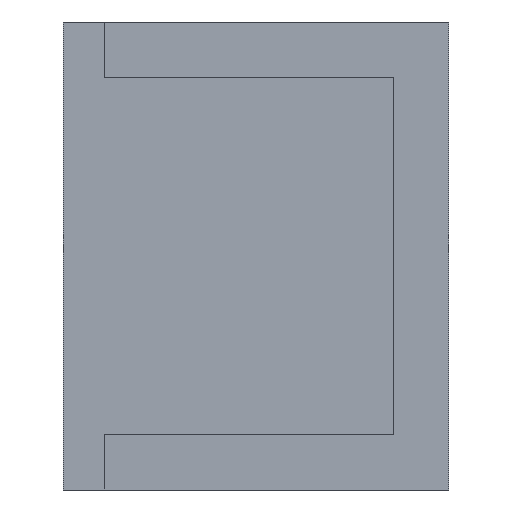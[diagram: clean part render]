
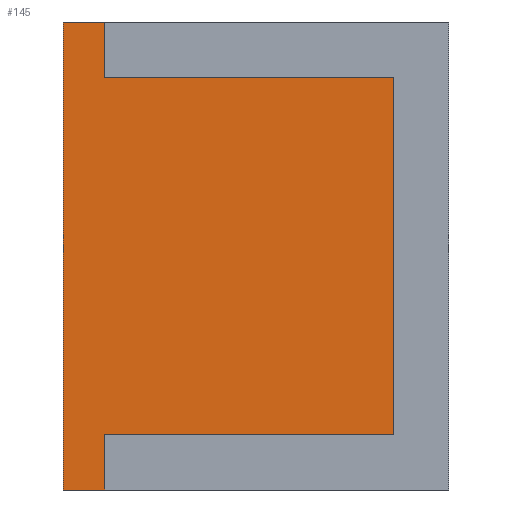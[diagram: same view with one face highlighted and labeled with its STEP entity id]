
A CAD part, front view. The second image highlights one B-rep face of the part: STEP entity #145.
In plain terms, the highlighted planar face has unit normal (0, -1, 0).
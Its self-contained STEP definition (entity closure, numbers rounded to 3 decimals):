
#13 = ORIENTED_EDGE ( 'NONE', *, *, #1346, .F. ) ;
#33 = EDGE_LOOP ( 'NONE', ( #844, #13, #1141, #420, #491, #190, #667, #852, #1001, #897, #1316, #591 ) ) ;
#55 = VERTEX_POINT ( 'NONE', #201 ) ;
#60 = CARTESIAN_POINT ( 'NONE',  ( 1.5, 1.644, 17. ) ) ;
#116 = VECTOR ( 'NONE', #390, 1000. ) ;
#129 = VERTEX_POINT ( 'NONE', #1280 ) ;
#145 = ADVANCED_FACE ( 'NONE', ( #174 ), #1085, .F. ) ;
#174 = FACE_OUTER_BOUND ( 'NONE', #33, .T. ) ;
#190 = ORIENTED_EDGE ( 'NONE', *, *, #824, .T. ) ;
#201 = CARTESIAN_POINT ( 'NONE',  ( 1.5, 1.644, 2. ) ) ;
#204 = VECTOR ( 'NONE', #1314, 1000. ) ;
#207 = DIRECTION ( 'NONE',  ( 0., 1., 0. ) ) ;
#215 = CARTESIAN_POINT ( 'NONE',  ( 1.5, 1.644, 15. ) ) ;
#222 = DIRECTION ( 'NONE',  ( -1., 0., 0. ) ) ;
#245 = CARTESIAN_POINT ( 'NONE',  ( 12., 1.644, 15. ) ) ;
#250 = EDGE_CURVE ( 'NONE', #55, #129, #280, .T. ) ;
#257 = CARTESIAN_POINT ( 'NONE',  ( 13., 1.644, 16.3 ) ) ;
#260 = EDGE_CURVE ( 'NONE', #129, #1297, #405, .T. ) ;
#276 = AXIS2_PLACEMENT_3D ( 'NONE', #525, #207, #661 ) ;
#280 = LINE ( 'NONE', #950, #116 ) ;
#306 = CARTESIAN_POINT ( 'NONE',  ( 1.5, 1.644, 17. ) ) ;
#309 = EDGE_CURVE ( 'NONE', #370, #707, #992, .T. ) ;
#348 = LINE ( 'NONE', #584, #1291 ) ;
#356 = CARTESIAN_POINT ( 'NONE',  ( 13., 1.644, 0.7 ) ) ;
#370 = VERTEX_POINT ( 'NONE', #776 ) ;
#386 = DIRECTION ( 'NONE',  ( 0., 0., -1. ) ) ;
#390 = DIRECTION ( 'NONE',  ( 1., 0., 0. ) ) ;
#394 = LINE ( 'NONE', #1391, #1112 ) ;
#405 = LINE ( 'NONE', #831, #567 ) ;
#420 = ORIENTED_EDGE ( 'NONE', *, *, #309, .F. ) ;
#443 = DIRECTION ( 'NONE',  ( -1., 0., 0. ) ) ;
#491 = ORIENTED_EDGE ( 'NONE', *, *, #631, .T. ) ;
#502 = LINE ( 'NONE', #60, #1289 ) ;
#525 = CARTESIAN_POINT ( 'NONE',  ( 0., 1.644, 17. ) ) ;
#567 = VECTOR ( 'NONE', #847, 1000. ) ;
#584 = CARTESIAN_POINT ( 'NONE',  ( 0., 1.644, 17. ) ) ;
#585 = VECTOR ( 'NONE', #222, 1000. ) ;
#590 = VERTEX_POINT ( 'NONE', #929 ) ;
#591 = ORIENTED_EDGE ( 'NONE', *, *, #875, .T. ) ;
#603 = CARTESIAN_POINT ( 'NONE',  ( 1.5, 1.644, 16.3 ) ) ;
#625 = DIRECTION ( 'NONE',  ( -1., 0., 0. ) ) ;
#631 = EDGE_CURVE ( 'NONE', #370, #590, #348, .T. ) ;
#632 = VECTOR ( 'NONE', #443, 1000. ) ;
#661 = DIRECTION ( 'NONE',  ( 0., 0., 1. ) ) ;
#667 = ORIENTED_EDGE ( 'NONE', *, *, #1040, .F. ) ;
#684 = DIRECTION ( 'NONE',  ( 0., 0., -1. ) ) ;
#691 = EDGE_CURVE ( 'NONE', #707, #1215, #1265, .T. ) ;
#699 = VERTEX_POINT ( 'NONE', #1404 ) ;
#703 = VECTOR ( 'NONE', #1410, 1000. ) ;
#707 = VERTEX_POINT ( 'NONE', #856 ) ;
#734 = CARTESIAN_POINT ( 'NONE',  ( 13., 1.644, 16.3 ) ) ;
#735 = CARTESIAN_POINT ( 'NONE',  ( 13., 1.644, 16.3 ) ) ;
#750 = EDGE_CURVE ( 'NONE', #55, #699, #876, .T. ) ;
#776 = CARTESIAN_POINT ( 'NONE',  ( 0., 1.644, 17. ) ) ;
#784 = CARTESIAN_POINT ( 'NONE',  ( 0., 1.644, 17. ) ) ;
#824 = EDGE_CURVE ( 'NONE', #590, #1331, #888, .T. ) ;
#831 = CARTESIAN_POINT ( 'NONE',  ( 12., 1.644, 15. ) ) ;
#844 = ORIENTED_EDGE ( 'NONE', *, *, #1167, .F. ) ;
#847 = DIRECTION ( 'NONE',  ( 0., 0., 1. ) ) ;
#852 = ORIENTED_EDGE ( 'NONE', *, *, #1273, .T. ) ;
#856 = CARTESIAN_POINT ( 'NONE',  ( 13., 1.644, 17. ) ) ;
#875 = EDGE_CURVE ( 'NONE', #1297, #975, #1125, .T. ) ;
#876 = LINE ( 'NONE', #306, #703 ) ;
#888 = LINE ( 'NONE', #1010, #940 ) ;
#897 = ORIENTED_EDGE ( 'NONE', *, *, #250, .T. ) ;
#929 = CARTESIAN_POINT ( 'NONE',  ( 0., 1.644, 0. ) ) ;
#940 = VECTOR ( 'NONE', #1351, 1000. ) ;
#950 = CARTESIAN_POINT ( 'NONE',  ( 1.5, 1.644, 2. ) ) ;
#975 = VERTEX_POINT ( 'NONE', #1149 ) ;
#989 = VECTOR ( 'NONE', #625, 1000. ) ;
#992 = LINE ( 'NONE', #784, #1386 ) ;
#1001 = ORIENTED_EDGE ( 'NONE', *, *, #750, .F. ) ;
#1010 = CARTESIAN_POINT ( 'NONE',  ( 0., 1.644, 0. ) ) ;
#1040 = EDGE_CURVE ( 'NONE', #1088, #1331, #394, .T. ) ;
#1056 = CARTESIAN_POINT ( 'NONE',  ( 13., 1.644, 0. ) ) ;
#1085 = PLANE ( 'NONE',  #276 ) ;
#1088 = VERTEX_POINT ( 'NONE', #1367 ) ;
#1112 = VECTOR ( 'NONE', #386, 1000. ) ;
#1125 = LINE ( 'NONE', #215, #632 ) ;
#1141 = ORIENTED_EDGE ( 'NONE', *, *, #691, .F. ) ;
#1149 = CARTESIAN_POINT ( 'NONE',  ( 1.5, 1.644, 15. ) ) ;
#1167 = EDGE_CURVE ( 'NONE', #1369, #975, #502, .T. ) ;
#1183 = DIRECTION ( 'NONE',  ( 0., 0., -1. ) ) ;
#1215 = VERTEX_POINT ( 'NONE', #734 ) ;
#1265 = LINE ( 'NONE', #257, #204 ) ;
#1273 = EDGE_CURVE ( 'NONE', #1088, #699, #1358, .T. ) ;
#1280 = CARTESIAN_POINT ( 'NONE',  ( 12., 1.644, 2. ) ) ;
#1289 = VECTOR ( 'NONE', #1183, 1000. ) ;
#1291 = VECTOR ( 'NONE', #684, 1000. ) ;
#1297 = VERTEX_POINT ( 'NONE', #245 ) ;
#1304 = LINE ( 'NONE', #735, #989 ) ;
#1314 = DIRECTION ( 'NONE',  ( 0., 0., -1. ) ) ;
#1316 = ORIENTED_EDGE ( 'NONE', *, *, #260, .T. ) ;
#1331 = VERTEX_POINT ( 'NONE', #1056 ) ;
#1346 = EDGE_CURVE ( 'NONE', #1215, #1369, #1304, .T. ) ;
#1351 = DIRECTION ( 'NONE',  ( 1., 0., 0. ) ) ;
#1358 = LINE ( 'NONE', #356, #585 ) ;
#1367 = CARTESIAN_POINT ( 'NONE',  ( 13., 1.644, 0.7 ) ) ;
#1369 = VERTEX_POINT ( 'NONE', #603 ) ;
#1386 = VECTOR ( 'NONE', #1435, 1000. ) ;
#1391 = CARTESIAN_POINT ( 'NONE',  ( 13., 1.644, 0.7 ) ) ;
#1404 = CARTESIAN_POINT ( 'NONE',  ( 1.5, 1.644, 0.7 ) ) ;
#1410 = DIRECTION ( 'NONE',  ( 0., 0., -1. ) ) ;
#1435 = DIRECTION ( 'NONE',  ( 1., 0., 0. ) ) ;
